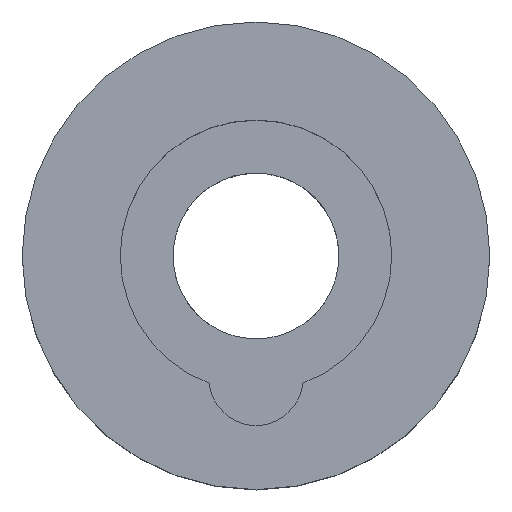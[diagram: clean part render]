
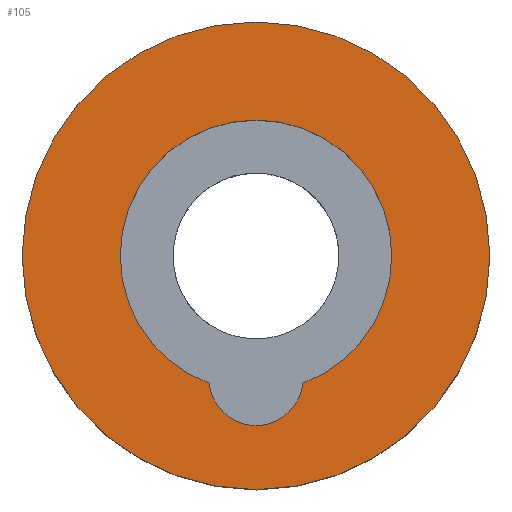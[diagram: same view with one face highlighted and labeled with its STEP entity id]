
A CAD part, top view. The second image highlights one B-rep face of the part: STEP entity #105.
In plain terms, the highlighted planar face has unit normal (0, 0, 1).
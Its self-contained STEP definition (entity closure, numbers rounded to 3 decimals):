
#22=FACE_BOUND($,#44,.T.);
#25=PLANE($,#123);
#32=FACE_OUTER_BOUND($,#43,.T.);
#43=EDGE_LOOP($,(#92));
#44=EDGE_LOOP($,(#93,#94));
#45=CIRCLE($,#110,1.25);
#48=CIRCLE($,#114,3.6);
#52=CIRCLE($,#121,6.2);
#57=VERTEX_POINT($,#160);
#59=VERTEX_POINT($,#163);
#64=VERTEX_POINT($,#180);
#66=EDGE_CURVE($,#59,#57,#45,.T.);
#70=EDGE_CURVE($,#57,#59,#48,.T.);
#74=EDGE_CURVE($,#64,#64,#52,.T.);
#92=ORIENTED_EDGE($,*,*,#74,.T.);
#93=ORIENTED_EDGE($,*,*,#66,.T.);
#94=ORIENTED_EDGE($,*,*,#70,.T.);
#105=ADVANCED_FACE($,(#32,#22),#25,.T.);
#110=AXIS2_PLACEMENT_3D($,#164,#129,#130);
#114=AXIS2_PLACEMENT_3D($,#170,#138,#139);
#121=AXIS2_PLACEMENT_3D($,#181,#152,#153);
#123=AXIS2_PLACEMENT_3D($,#183,#156,#157);
#129=DIRECTION('center_axis',(0.,0.,-1.));
#130=DIRECTION('ref_axis',(-1.,0.,0.));
#138=DIRECTION('center_axis',(0.,0.,-1.));
#139=DIRECTION('ref_axis',(1.,0.,0.));
#152=DIRECTION('center_axis',(0.,0.,1.));
#153=DIRECTION('ref_axis',(1.,0.,0.));
#156=DIRECTION('center_axis',(0.,0.,1.));
#157=DIRECTION('ref_axis',(1.,0.,0.));
#160=CARTESIAN_POINT('',(-1.243,-3.378,-1.6));
#163=CARTESIAN_POINT('',(1.243,-3.378,-1.6));
#164=CARTESIAN_POINT('Origin',(0.,-3.25,-1.6));
#170=CARTESIAN_POINT('Origin',(0.,0.,-1.6));
#180=CARTESIAN_POINT('',(6.2,0.,-1.6));
#181=CARTESIAN_POINT('Origin',(0.,0.,-1.6));
#183=CARTESIAN_POINT('Origin',(0.,0.,-1.6));
